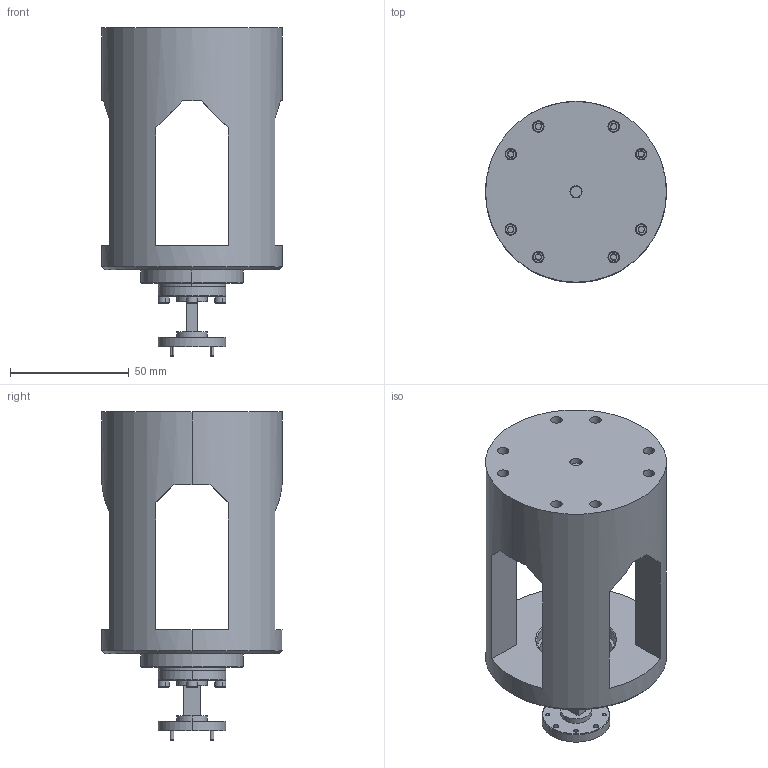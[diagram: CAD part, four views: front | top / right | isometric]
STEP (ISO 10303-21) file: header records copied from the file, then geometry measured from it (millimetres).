
FILE_DESCRIPTION (( 'STEP AP203' ), '1' );
FILE_NAME ('AX-MEU1125-C.STEP', '2022-03-04T23:40:23', ( '' ), ( '' ), 'SwSTEP 2.0', 'SolidWorks 2021', '' );
FILE_SCHEMA (( 'CONFIG_CONTROL_DESIGN' ));
Length unit declared in the file: millimetre
Products named in the file (1): AX-MEU1125-C
Bounding box: 76.2 x 76.2 x 138.29 mm (x, y, z)
Volume: 238678.4 mm3; surface area: 76455.2 mm2
Topology: 29 solids, 29 shells, 1008 faces, 2258 edges, 1359 vertices
Faces by surface type: cylinder 397, plane 307, cone 281, torus 18, bspline 3, sphere 2
Entity records: 29344 total; most frequent: CARTESIAN_POINT 6912, DIRECTION 4948, ORIENTED_EDGE 4452, EDGE_CURVE 2226, AXIS2_PLACEMENT_3D 2005, VERTEX_POINT 1359, EDGE_LOOP 1153, FACE_OUTER_BOUND 1008
